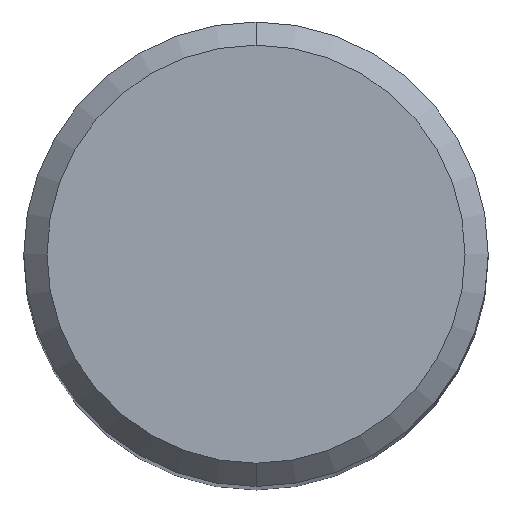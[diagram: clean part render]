
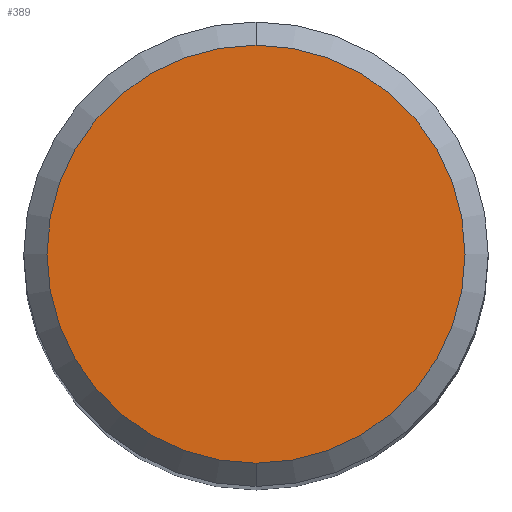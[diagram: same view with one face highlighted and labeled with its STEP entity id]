
A CAD part, top view. The second image highlights one B-rep face of the part: STEP entity #389.
In plain terms, the highlighted planar face has unit normal (0, 0, 1).
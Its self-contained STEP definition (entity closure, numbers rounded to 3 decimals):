
#181=EDGE_CURVE('',#361,#359,#488,.T.);
#355=EDGE_CURVE('',#359,#361,#681,.T.);
#359=VERTEX_POINT('',#685);
#361=VERTEX_POINT('',#687);
#389=ADVANCED_FACE('',(#720),#721,.T.);
#488=CIRCLE('',#848,4.5);
#681=CIRCLE('',#1243,4.5);
#685=CARTESIAN_POINT('',(0.0,4.5,0.0));
#687=CARTESIAN_POINT('',(0.,-4.5,0.0));
#720=FACE_OUTER_BOUND('',#1290,.T.);
#721=PLANE('',#1291);
#848=AXIS2_PLACEMENT_3D('',#1479,#1480,#1481);
#1243=AXIS2_PLACEMENT_3D('',#1710,#1711,#1712);
#1290=EDGE_LOOP('',(#1767,#1768));
#1291=AXIS2_PLACEMENT_3D('',#1769,#1770,#1771);
#1479=CARTESIAN_POINT('',(0.0,0.0,0.0));
#1480=DIRECTION('',(0.0,0.0,-1.0));
#1481=DIRECTION('',(0.0,1.0,0.0));
#1710=CARTESIAN_POINT('',(0.0,0.0,0.0));
#1711=DIRECTION('',(0.0,0.0,-1.0));
#1712=DIRECTION('',(0.0,1.0,0.0));
#1767=ORIENTED_EDGE('',*,*,#355,.F.);
#1768=ORIENTED_EDGE('',*,*,#181,.F.);
#1769=CARTESIAN_POINT('',(0.0,2.25,0.0));
#1770=DIRECTION('',(-0.0,0.0,1.0));
#1771=DIRECTION('',(0.0,-1.0,0.0));
